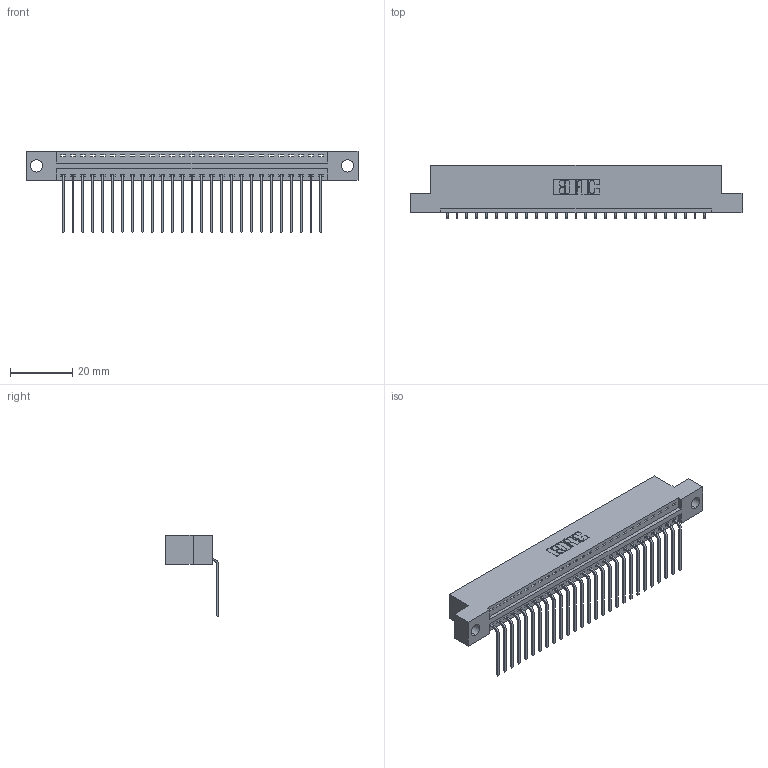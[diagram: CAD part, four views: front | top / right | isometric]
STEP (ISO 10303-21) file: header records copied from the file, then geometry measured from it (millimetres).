
FILE_DESCRIPTION (( 'STEP AP203' ), '1' );
FILE_NAME ('346-027-559-104.STEP', '2022-05-06T05:40:32', ( '' ), ( '' ), 'SwSTEP 2.0', 'SolidWorks 2020', '' );
FILE_SCHEMA (( 'CONFIG_CONTROL_DESIGN' ));
Length unit declared in the file: inch
Products named in the file (3): 346 Part_Flush Mounting Lugs - 0.156 Dia-TH; 346-027-559-104; 345-292-001_558 559 Tail - 1
Assembly tree (28 placements, depth 2):
  346-027-559-104
    346 Part_Flush Mounting Lugs - 0.156 Dia-TH
    345-292-001_558 559 Tail - 1  x27
Bounding box: 106.3 x 17.08 x 26.16 mm (x, y, z)
Volume: 10055.8 mm3; surface area: 12780.5 mm2
Topology: 28 solids, 28 shells, 1756 faces, 5279 edges, 3482 vertices
Faces by surface type: plane 1224, cylinder 532
Entity records: 19279 total; most frequent: CARTESIAN_POINT 3319, ORIENTED_EDGE 3278, DIRECTION 2945, EDGE_CURVE 1639, LINE 1399, VECTOR 1399, VERTEX_POINT 1090, AXIS2_PLACEMENT_3D 773
